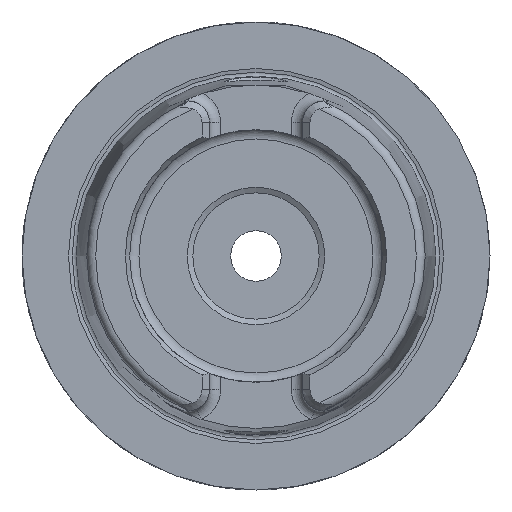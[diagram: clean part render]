
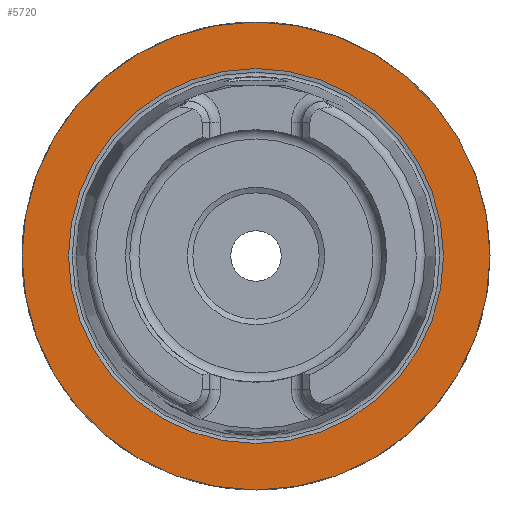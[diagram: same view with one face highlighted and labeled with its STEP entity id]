
A CAD part, left-side view. The second image highlights one B-rep face of the part: STEP entity #5720.
In plain terms, the highlighted planar face has unit normal (-1, 0, 0).
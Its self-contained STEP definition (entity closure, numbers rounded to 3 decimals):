
#1764=CARTESIAN_POINT('',(0.,31.5,0.0));
#1765=VERTEX_POINT('',#1764);
#1766=CARTESIAN_POINT('',(0.0,0.0,0.0));
#1767=DIRECTION('',(1.0,0.0,0.0));
#1768=DIRECTION('',(0.0,1.0,0.0));
#1769=AXIS2_PLACEMENT_3D('',#1766,#1767,#1768);
#1770=CIRCLE('',#1769,31.5);
#1771=EDGE_CURVE('',#1765,#1765,#1770,.T.);
#5662=CARTESIAN_POINT('',(0.,25.238,0.0));
#5663=VERTEX_POINT('',#5662);
#5664=CARTESIAN_POINT('',(0.,0.0,0.0));
#5665=DIRECTION('',(1.0,0.0,0.0));
#5666=DIRECTION('',(0.0,1.0,0.0));
#5667=AXIS2_PLACEMENT_3D('',#5664,#5665,#5666);
#5668=CIRCLE('',#5667,25.238);
#5669=EDGE_CURVE('',#5663,#5663,#5668,.T.);
#5709=CARTESIAN_POINT('',(0.,27.91,0.0));
#5710=DIRECTION('',(-1.0,0.0,0.0));
#5711=DIRECTION('',(0.0,0.0,1.0));
#5712=AXIS2_PLACEMENT_3D('',#5709,#5710,#5711);
#5713=PLANE('',#5712);
#5714=ORIENTED_EDGE('',*,*,#1771,.F.);
#5715=EDGE_LOOP('',(#5714));
#5716=FACE_OUTER_BOUND('',#5715,.T.);
#5717=ORIENTED_EDGE('',*,*,#5669,.T.);
#5718=EDGE_LOOP('',(#5717));
#5719=FACE_BOUND('',#5718,.T.);
#5720=ADVANCED_FACE('',(#5716,#5719),#5713,.T.);
